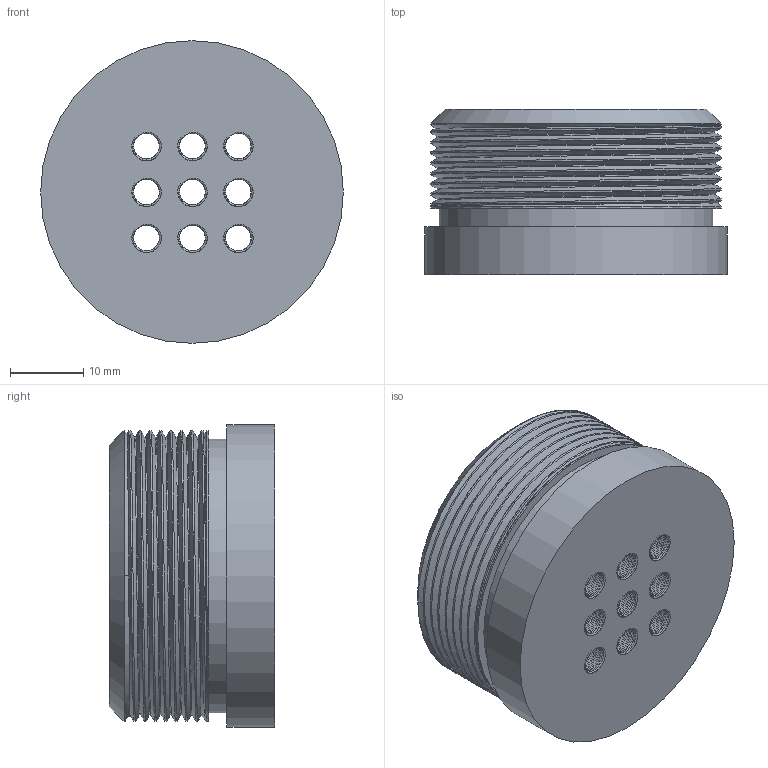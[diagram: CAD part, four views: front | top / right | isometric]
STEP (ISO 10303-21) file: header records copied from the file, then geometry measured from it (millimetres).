
FILE_DESCRIPTION(('FreeCAD Model'),'2;1');
FILE_NAME('Open CASCADE Shape Model','2024-10-11T18:23:52',(''),(''), 'Open CASCADE STEP processor 7.6','FreeCAD','Unknown');
FILE_SCHEMA(('CONFIG_CONTROL_DESIGN','SHAPE_APPEARANCE_LAYER_MIM'));
Length unit declared in the file: millimetre
Products named in the file (1): CenterRotationPiece
Bounding box: 41.2 x 22.5 x 41.2 mm (x, y, z)
Volume: 12299.6 mm3; surface area: 9116.7 mm2
Topology: 1 solids, 1 shells, 423 faces, 1147 edges, 729 vertices
Faces by surface type: cylinder 318, bspline 93, cone 7, plane 5
Full cylindrical faces by diameter (mm): 31.6 x1, 37.2 x1, 39.6 x9, 41.2 x1
Entity records: 34717 total; most frequent: CARTESIAN_POINT 25649, ORIENTED_EDGE 2294, EDGE_CURVE 1147, DIRECTION 1139, VERTEX_POINT 729, B_SPLINE_CURVE_WITH_KNOTS 713, FACE_BOUND 444, EDGE_LOOP 444
